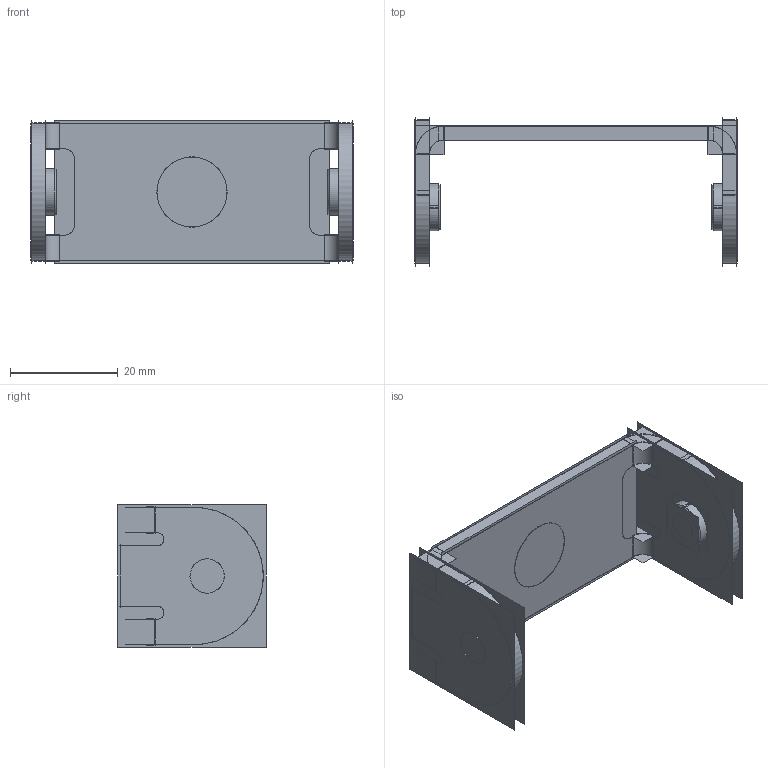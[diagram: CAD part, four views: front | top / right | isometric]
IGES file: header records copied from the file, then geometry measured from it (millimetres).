
Start section:  PTC IGES file: 200417.igs
Global section: file name: 200417.igs; native system: Creo Parametric by PTC Inc.; preprocessor: 2016260; author: PDMAdmin; organization: Unknown; date: 20170707.072127; units: millimetre
Bounding box: 59.71 x 27.46 x 26.42 mm (x, y, z)
Volume: 6049 mm3; surface area: 29781.6 mm2
Topology: 3 solids, 5 shells, 208 faces, 1204 edges, 1632 vertices
Faces by surface type: revolution 120, bspline 88
